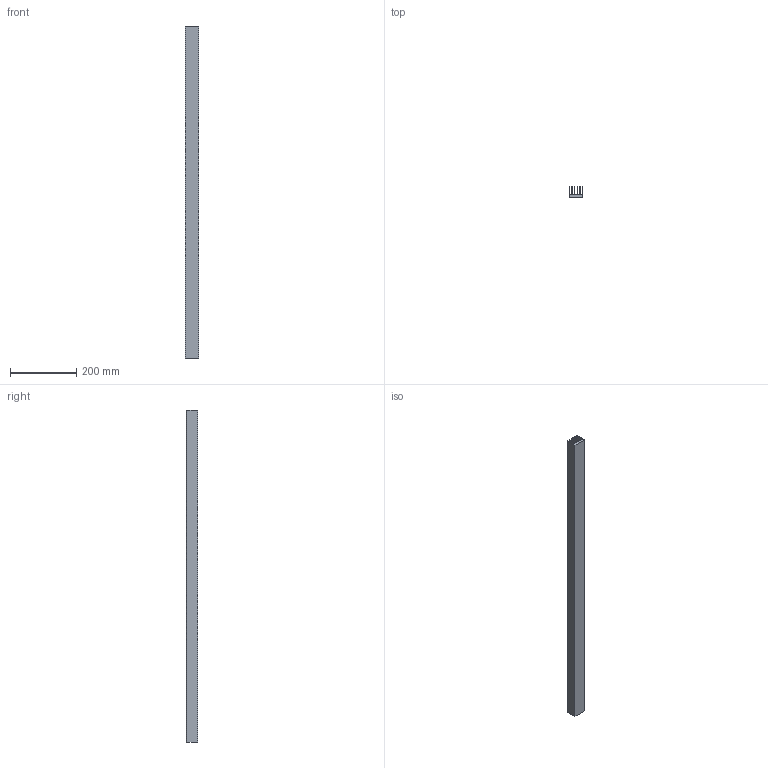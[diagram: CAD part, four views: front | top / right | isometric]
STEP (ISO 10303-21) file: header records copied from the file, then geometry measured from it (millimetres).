
FILE_DESCRIPTION(/* description */ (''),/* implementation_level */ '2;1');
FILE_NAME(/* name */ 'JK1109.stp',/* time_stamp */ '2016-06-09T15:04:32+02:00',/* author */ ('o.froehler'),/* organization */ (''),/* preprocessor_version */ 'ST-DEVELOPER v15.6',/* originating_system */ 'Autodesk Inventor 2015',/* authorisation */ '');
FILE_SCHEMA (('AUTOMOTIVE_DESIGN { 1 0 10303 214 3 1 1 }'));
Length unit declared in the file: millimetre
Products named in the file (1): JK1109
Bounding box: 41.4 x 33.3 x 1000 mm (x, y, z)
Volume: 586085.9 mm3; surface area: 391667.7 mm2
Topology: 1 solids, 1 shells, 48 faces, 138 edges, 92 vertices
Faces by surface type: plane 26, cylinder 22
Entity records: 1610 total; most frequent: DIRECTION 280, CARTESIAN_POINT 279, ORIENTED_EDGE 276, EDGE_CURVE 138, LINE 94, VECTOR 94, AXIS2_PLACEMENT_3D 93, VERTEX_POINT 92
